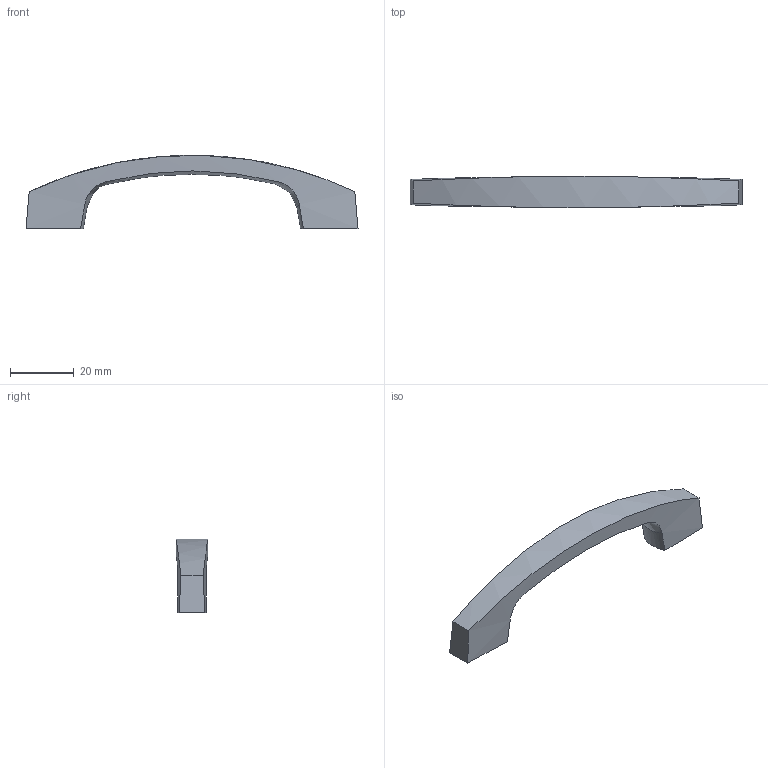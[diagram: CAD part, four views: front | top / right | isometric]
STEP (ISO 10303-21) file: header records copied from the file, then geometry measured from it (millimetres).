
FILE_DESCRIPTION((''),'2;1');
FILE_NAME('','2005-10-07T11:43:22',(''),(''),'','CADfix','');
FILE_SCHEMA(('AUTOMOTIVE_DESIGN'));
Length unit declared in the file: millimetre
Products named in the file (1): pull
Bounding box: 104 x 10 x 22.96 mm (x, y, z)
Volume: 7804.9 mm3; surface area: 4338.2 mm2
Topology: 1 solids, 1 shells, 18 faces, 50 edges, 36 vertices
Faces by surface type: bspline 18
Entity records: 1154 total; most frequent: CARTESIAN_POINT 848, ORIENTED_EDGE 100, EDGE_CURVE 50, VERTEX_POINT 36, EDGE_LOOP 20, B_SPLINE_CURVE_WITH_KNOTS 20, FACE_OUTER_BOUND 18, ADVANCED_FACE 18
